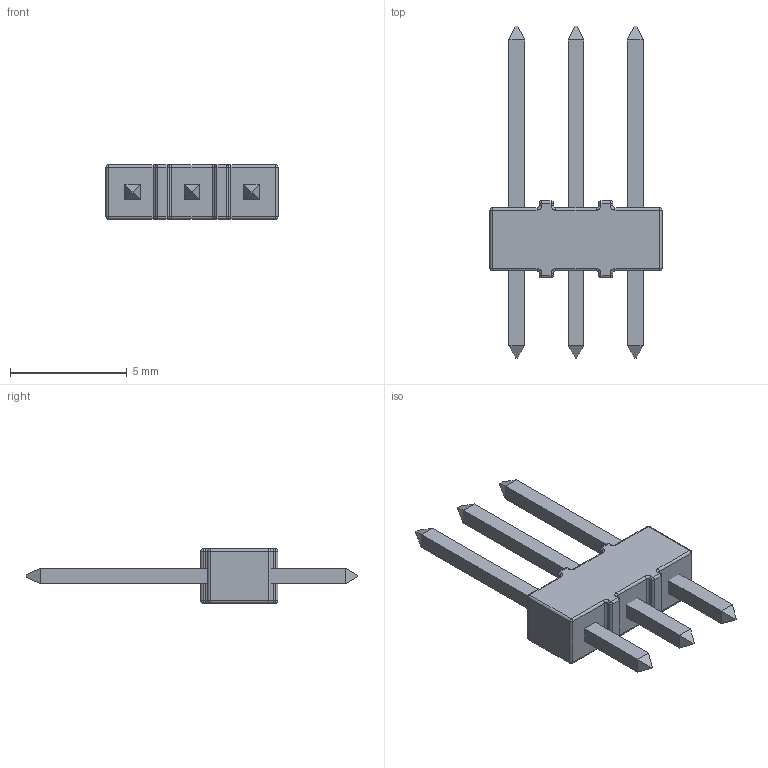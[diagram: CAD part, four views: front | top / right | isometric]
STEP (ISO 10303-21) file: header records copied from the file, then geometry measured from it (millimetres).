
FILE_DESCRIPTION (( 'STEP AP214' ), '1' );
FILE_NAME ('0022102031.STEP', '2018-02-20T21:26:54', ( '' ), ( '' ), 'SwSTEP 2.0', 'SolidWorks 2014', '' );
FILE_SCHEMA (( 'AUTOMOTIVE_DESIGN' ));
Length unit declared in the file: millimetre
Products named in the file (1): 0022102031
Bounding box: 7.37 x 14.22 x 2.34 mm (x, y, z)
Volume: 62.8 mm3; surface area: 182.7 mm2
Topology: 7 solids, 7 shells, 182 faces, 400 edges, 208 vertices
Faces by surface type: plane 82, cylinder 60, sphere 24, torus 16
Entity records: 5079 total; most frequent: DIRECTION 878, CARTESIAN_POINT 767, ORIENTED_EDGE 752, EDGE_CURVE 376, AXIS2_PLACEMENT_3D 319, VECTOR 240, LINE 240, VERTEX_POINT 208
